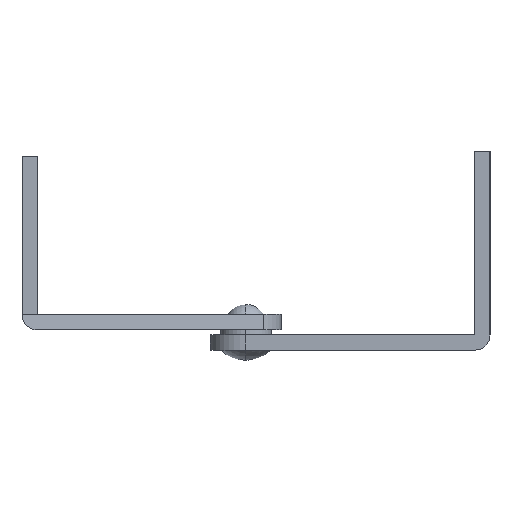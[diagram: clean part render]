
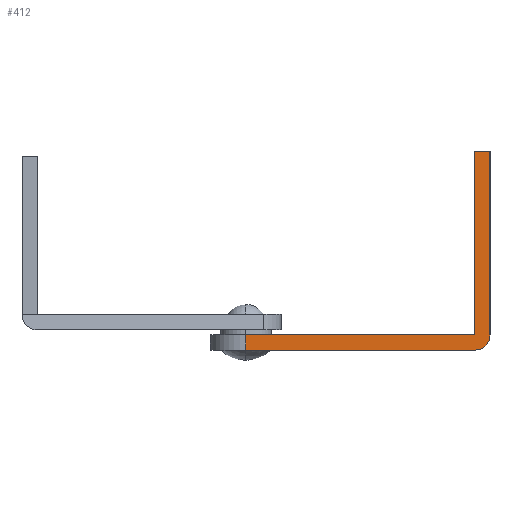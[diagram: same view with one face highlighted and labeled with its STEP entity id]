
A CAD part, left-side view. The second image highlights one B-rep face of the part: STEP entity #412.
In plain terms, the highlighted planar face has unit normal (-1, 0, 0).
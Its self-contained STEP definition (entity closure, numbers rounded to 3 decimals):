
#11 = CARTESIAN_POINT ( 'NONE',  ( -3.5, -22.5, 1.5 ) ) ;
#18 = DIRECTION ( 'NONE',  ( 0., 0., -1. ) ) ;
#103 = DIRECTION ( 'NONE',  ( 0., 0., -1. ) ) ;
#116 = VECTOR ( 'NONE', #1957, 1000. ) ;
#166 = ORIENTED_EDGE ( 'NONE', *, *, #2832, .F. ) ;
#272 = VECTOR ( 'NONE', #3443, 1000. ) ;
#287 = FACE_OUTER_BOUND ( 'NONE', #1257, .T. ) ;
#375 = CARTESIAN_POINT ( 'NONE',  ( -3.5, -24., 1.5 ) ) ;
#396 = VECTOR ( 'NONE', #3581, 1000. ) ;
#412 = ADVANCED_FACE ( 'NONE', ( #287 ), #2232, .F. ) ;
#436 = VERTEX_POINT ( 'NONE', #654 ) ;
#590 = CARTESIAN_POINT ( 'NONE',  ( -3.5, -22.5, 19.5 ) ) ;
#611 = EDGE_CURVE ( 'NONE', #2306, #3716, #2128, .T. ) ;
#654 = CARTESIAN_POINT ( 'NONE',  ( -3.5, -24., 1.5 ) ) ;
#703 = EDGE_CURVE ( 'NONE', #2306, #931, #3160, .T. ) ;
#736 = VECTOR ( 'NONE', #103, 1000. ) ;
#778 = CARTESIAN_POINT ( 'NONE',  ( -3.5, -24., 1.5 ) ) ;
#795 = ORIENTED_EDGE ( 'NONE', *, *, #3409, .T. ) ;
#931 = VERTEX_POINT ( 'NONE', #1421 ) ;
#1005 = DIRECTION ( 'NONE',  ( 0., -1., 0. ) ) ;
#1069 = LINE ( 'NONE', #2643, #736 ) ;
#1082 = LINE ( 'NONE', #3515, #116 ) ;
#1118 = DIRECTION ( 'NONE',  ( -1., 0., 0. ) ) ;
#1257 = EDGE_LOOP ( 'NONE', ( #795, #2387, #166, #4008, #2151, #1873, #3936 ) ) ;
#1404 = DIRECTION ( 'NONE',  ( 0., 0., -1. ) ) ;
#1421 = CARTESIAN_POINT ( 'NONE',  ( -3.5, -24., 19.5 ) ) ;
#1577 = DIRECTION ( 'NONE',  ( 1., 0., 0. ) ) ;
#1753 = DIRECTION ( 'NONE',  ( 0., 0., -1. ) ) ;
#1781 = EDGE_CURVE ( 'NONE', #4031, #3716, #1082, .T. ) ;
#1873 = ORIENTED_EDGE ( 'NONE', *, *, #1781, .F. ) ;
#1957 = DIRECTION ( 'NONE',  ( 0., -1., 0. ) ) ;
#1978 = VECTOR ( 'NONE', #1005, 1000. ) ;
#2128 = LINE ( 'NONE', #3612, #3088 ) ;
#2151 = ORIENTED_EDGE ( 'NONE', *, *, #611, .T. ) ;
#2219 = CIRCLE ( 'NONE', #3787, 1.5 ) ;
#2232 = PLANE ( 'NONE',  #2281 ) ;
#2281 = AXIS2_PLACEMENT_3D ( 'NONE', #375, #1577, #18 ) ;
#2306 = VERTEX_POINT ( 'NONE', #2583 ) ;
#2387 = ORIENTED_EDGE ( 'NONE', *, *, #2971, .T. ) ;
#2583 = CARTESIAN_POINT ( 'NONE',  ( -3.5, -22.5, 19.5 ) ) ;
#2643 = CARTESIAN_POINT ( 'NONE',  ( -3.5, 0., 1.5 ) ) ;
#2832 = EDGE_CURVE ( 'NONE', #931, #436, #3800, .T. ) ;
#2846 = VERTEX_POINT ( 'NONE', #3885 ) ;
#2885 = CARTESIAN_POINT ( 'NONE',  ( -3.5, -22.5, 0. ) ) ;
#2971 = EDGE_CURVE ( 'NONE', #3791, #436, #2219, .T. ) ;
#3088 = VECTOR ( 'NONE', #1753, 1000. ) ;
#3146 = CARTESIAN_POINT ( 'NONE',  ( -3.5, 0., 1.5 ) ) ;
#3160 = LINE ( 'NONE', #590, #272 ) ;
#3220 = LINE ( 'NONE', #3801, #1978 ) ;
#3305 = EDGE_CURVE ( 'NONE', #4031, #2846, #1069, .T. ) ;
#3409 = EDGE_CURVE ( 'NONE', #2846, #3791, #3220, .T. ) ;
#3443 = DIRECTION ( 'NONE',  ( 0., -1., 0. ) ) ;
#3515 = CARTESIAN_POINT ( 'NONE',  ( -3.5, -24., 1.5 ) ) ;
#3531 = CARTESIAN_POINT ( 'NONE',  ( -3.5, -22.5, 1.5 ) ) ;
#3581 = DIRECTION ( 'NONE',  ( 0., 0., -1. ) ) ;
#3612 = CARTESIAN_POINT ( 'NONE',  ( -3.5, -22.5, 1.5 ) ) ;
#3716 = VERTEX_POINT ( 'NONE', #11 ) ;
#3787 = AXIS2_PLACEMENT_3D ( 'NONE', #3531, #1118, #1404 ) ;
#3791 = VERTEX_POINT ( 'NONE', #2885 ) ;
#3800 = LINE ( 'NONE', #778, #396 ) ;
#3801 = CARTESIAN_POINT ( 'NONE',  ( -3.5, -24., 0. ) ) ;
#3885 = CARTESIAN_POINT ( 'NONE',  ( -3.5, 0., 0. ) ) ;
#3936 = ORIENTED_EDGE ( 'NONE', *, *, #3305, .T. ) ;
#4008 = ORIENTED_EDGE ( 'NONE', *, *, #703, .F. ) ;
#4031 = VERTEX_POINT ( 'NONE', #3146 ) ;
